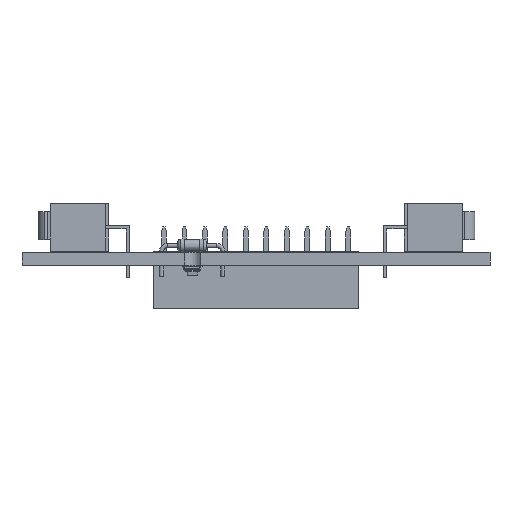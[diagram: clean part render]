
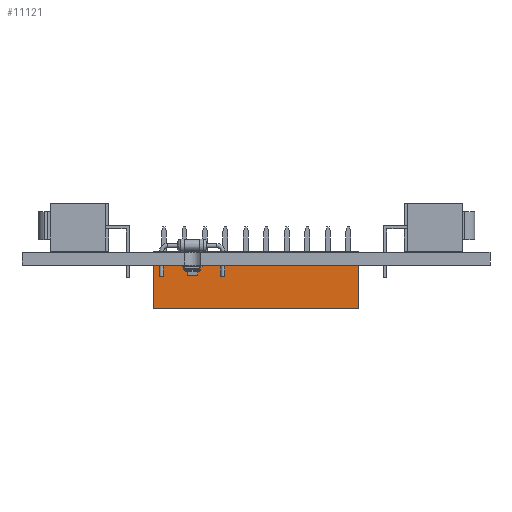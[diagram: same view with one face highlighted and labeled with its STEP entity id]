
A CAD part, front view. The second image highlights one B-rep face of the part: STEP entity #11121.
In plain terms, the highlighted face is planar.
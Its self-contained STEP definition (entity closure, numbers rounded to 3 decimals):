
#230=PLANE('',#11827);
#763=FACE_OUTER_BOUND('',#1368,.T.);
#1368=EDGE_LOOP('',(#7571,#7572,#7573,#7574));
#2081=LINE('',#15658,#3452);
#2082=LINE('',#15660,#3453);
#2083=LINE('',#15662,#3454);
#2084=LINE('',#15663,#3455);
#3452=VECTOR('',#12674,1.);
#3453=VECTOR('',#12675,1.);
#3454=VECTOR('',#12676,1.);
#3455=VECTOR('',#12677,1.);
#5000=VERTEX_POINT('',#15656);
#5001=VERTEX_POINT('',#15657);
#5002=VERTEX_POINT('',#15659);
#5003=VERTEX_POINT('',#15661);
#6005=EDGE_CURVE('',#5000,#5001,#2081,.T.);
#6006=EDGE_CURVE('',#5000,#5002,#2082,.T.);
#6007=EDGE_CURVE('',#5002,#5003,#2083,.T.);
#6008=EDGE_CURVE('',#5001,#5003,#2084,.T.);
#7571=ORIENTED_EDGE('',*,*,#6005,.F.);
#7572=ORIENTED_EDGE('',*,*,#6006,.T.);
#7573=ORIENTED_EDGE('',*,*,#6007,.T.);
#7574=ORIENTED_EDGE('',*,*,#6008,.F.);
#11121=ADVANCED_FACE('',(#763),#230,.F.);
#11827=AXIS2_PLACEMENT_3D('',#15655,#12672,#12673);
#12672=DIRECTION('center_axis',(-1.,0.,0.));
#12673=DIRECTION('ref_axis',(0.,1.,0.));
#12674=DIRECTION('',(0.,0.,1.));
#12675=DIRECTION('',(0.,1.,0.));
#12676=DIRECTION('',(0.,0.,1.));
#12677=DIRECTION('',(0.,1.,0.));
#15655=CARTESIAN_POINT('Origin',(1.27,-24.13,0.));
#15656=CARTESIAN_POINT('',(1.27,-24.13,0.));
#15657=CARTESIAN_POINT('',(1.27,-24.13,7.));
#15658=CARTESIAN_POINT('',(1.27,-24.13,0.));
#15659=CARTESIAN_POINT('',(1.27,1.27,0.));
#15660=CARTESIAN_POINT('',(1.27,-24.13,0.));
#15661=CARTESIAN_POINT('',(1.27,1.27,7.));
#15662=CARTESIAN_POINT('',(1.27,1.27,0.));
#15663=CARTESIAN_POINT('',(1.27,-24.13,7.));
